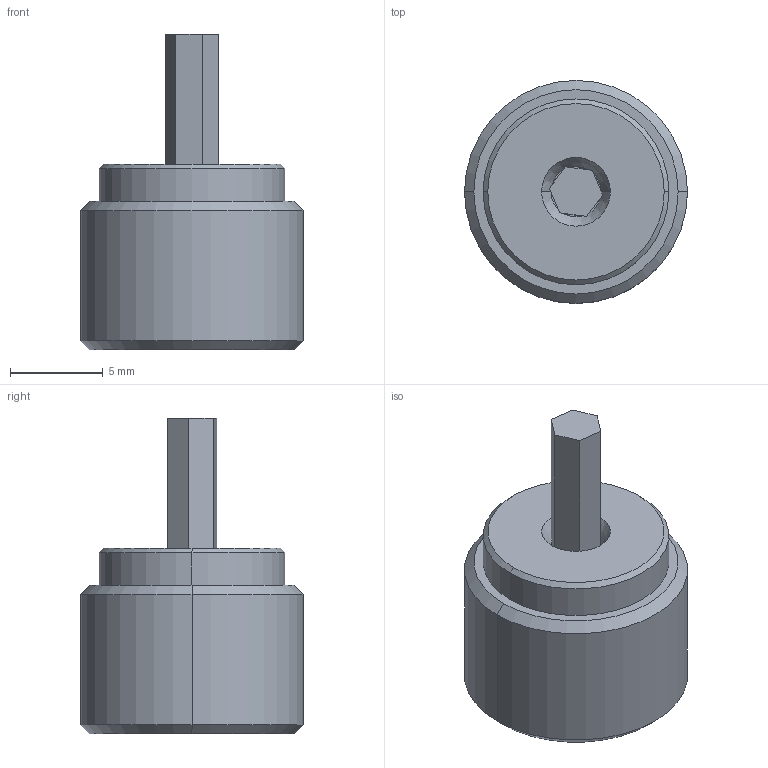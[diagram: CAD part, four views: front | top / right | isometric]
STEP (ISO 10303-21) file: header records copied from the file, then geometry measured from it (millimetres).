
FILE_DESCRIPTION (( 'STEP AP203' ), '1' );
FILE_NAME ('1.8.4.4_ZFN-#2.5-1210_标准2.5x2.5mm手拧螺母主体，沉4mm，滚花Φ12mm，L=10mm，零部件.STEP', '2024-05-31T07:32:20', ( '' ), ( '' ), 'SwSTEP 2.0', 'SolidWorks 2021', '' );
FILE_SCHEMA (( 'CONFIG_CONTROL_DESIGN' ));
Length unit declared in the file: millimetre
Products named in the file (3): 1.8.4.4_ZFN-#2.5-1210_标准2.5x2.5mm手拧螺母主体，沉4mm，滚花Φ12mm，L=10mm，零部件; 1.8.4.4.1_标准2.5x2.5mm手拧螺母主体，滚花Φ12mm，L=10mm; 眻裝宒鞠褒售忒_1.8.4.4.2
Assembly tree (2 placements, depth 2):
  1.8.4.4_ZFN-#2.5-1210_标准2.5x2.5mm手拧螺母主体，沉4mm，滚花Φ12mm，L=10mm，零部件
    1.8.4.4.1_标准2.5x2.5mm手拧螺母主体，滚花Φ12mm，L=10mm
    眻裝宒鞠褒售忒_1.8.4.4.2
Bounding box: 12 x 12 x 17 mm (x, y, z)
Volume: 1086.3 mm3; surface area: 700.9 mm2
Topology: 2 solids, 2 shells, 26 faces, 52 edges, 32 vertices
Faces by surface type: plane 12, cone 8, cylinder 6
Entity records: 977 total; most frequent: DIRECTION 134, CARTESIAN_POINT 115, ORIENTED_EDGE 104, EDGE_CURVE 52, AXIS2_PLACEMENT_3D 51, VECTOR 32, VERTEX_POINT 32, LINE 32
